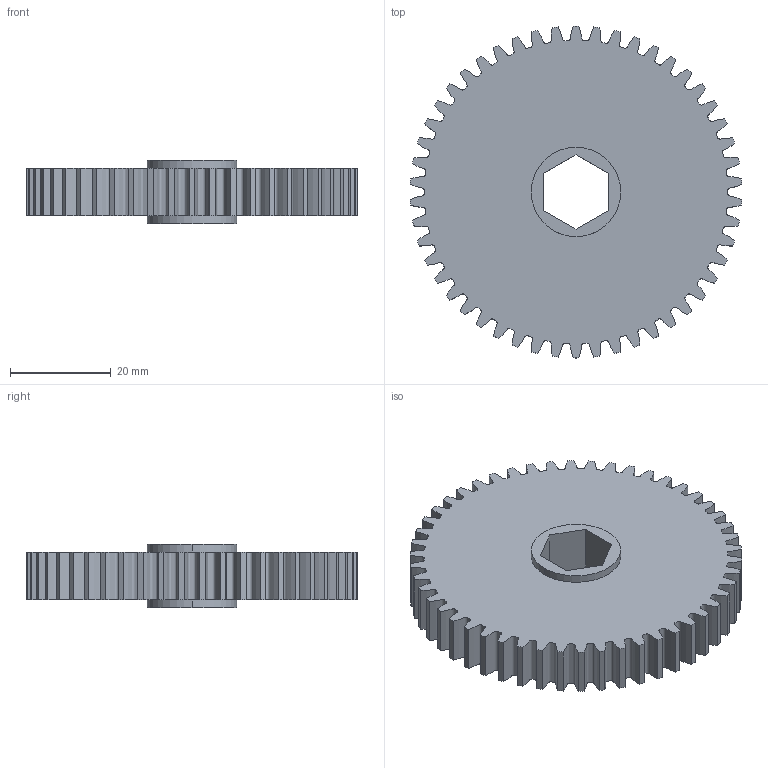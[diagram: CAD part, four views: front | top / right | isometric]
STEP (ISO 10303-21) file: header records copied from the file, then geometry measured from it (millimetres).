
FILE_DESCRIPTION (( 'STEP AP214' ), '1' );
FILE_NAME ('217-3572-STEP.STEP', '2013-12-09T16:15:01', ( '' ), ( '' ), 'SwSTEP 2.0', 'SolidWorks 2013', '' );
FILE_SCHEMA (( 'AUTOMOTIVE_DESIGN' ));
Length unit declared in the file: inch
Products named in the file (1): 217-3572-STEP
Bounding box: 65.97 x 66.04 x 12.65 mm (x, y, z)
Volume: 29961.4 mm3; surface area: 10603.3 mm2
Topology: 1 solids, 1 shells, 114 faces, 330 edges, 220 vertices
Faces by surface type: cylinder 54, bspline 50, plane 10
Entity records: 18326 total; most frequent: CARTESIAN_POINT 15515, ORIENTED_EDGE 660, DIRECTION 468, EDGE_CURVE 330, VERTEX_POINT 220, AXIS2_PLACEMENT_3D 173, LINE 122, VECTOR 122
